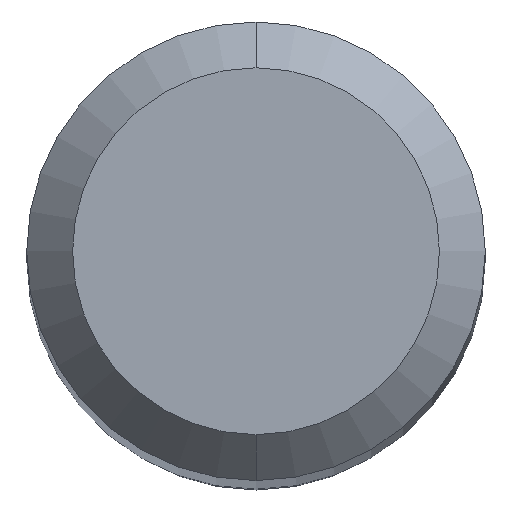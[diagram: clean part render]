
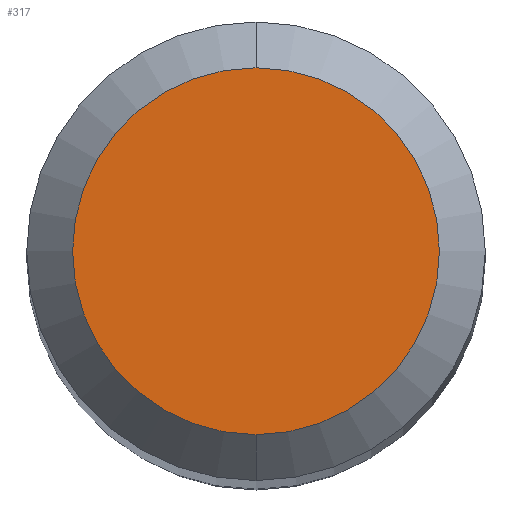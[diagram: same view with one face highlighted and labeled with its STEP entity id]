
A CAD part, top view. The second image highlights one B-rep face of the part: STEP entity #317.
In plain terms, the highlighted planar face has unit normal (0, 0, 1).
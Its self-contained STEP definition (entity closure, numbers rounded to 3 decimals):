
#191=VERTEX_POINT('',#483);
#223=EDGE_CURVE('',#191,#355,#517,.T.);
#267=EDGE_CURVE('',#355,#191,#566,.T.);
#317=ADVANCED_FACE('',(#622),#623,.T.);
#355=VERTEX_POINT('',#668);
#483=CARTESIAN_POINT('',(0.0,1.2,29.913));
#517=CIRCLE('',#929,1.2);
#566=CIRCLE('',#1006,1.2);
#622=FACE_OUTER_BOUND('',#1117,.T.);
#623=PLANE('',#1118);
#668=CARTESIAN_POINT('',(0.,-1.2,29.913));
#929=AXIS2_PLACEMENT_3D('',#1470,#1471,#1472);
#1006=AXIS2_PLACEMENT_3D('',#1529,#1530,#1531);
#1117=EDGE_LOOP('',(#1594,#1595));
#1118=AXIS2_PLACEMENT_3D('',#1596,#1597,#1598);
#1470=CARTESIAN_POINT('',(0.0,0.0,29.913));
#1471=DIRECTION('',(0.0,0.0,-1.0));
#1472=DIRECTION('',(0.0,1.0,0.0));
#1529=CARTESIAN_POINT('',(0.0,0.0,29.913));
#1530=DIRECTION('',(0.0,0.0,-1.0));
#1531=DIRECTION('',(0.0,1.0,0.0));
#1594=ORIENTED_EDGE('',*,*,#223,.F.);
#1595=ORIENTED_EDGE('',*,*,#267,.F.);
#1596=CARTESIAN_POINT('',(0.0,0.6,29.913));
#1597=DIRECTION('',(-0.0,0.0,1.0));
#1598=DIRECTION('',(0.0,-1.0,0.0));
